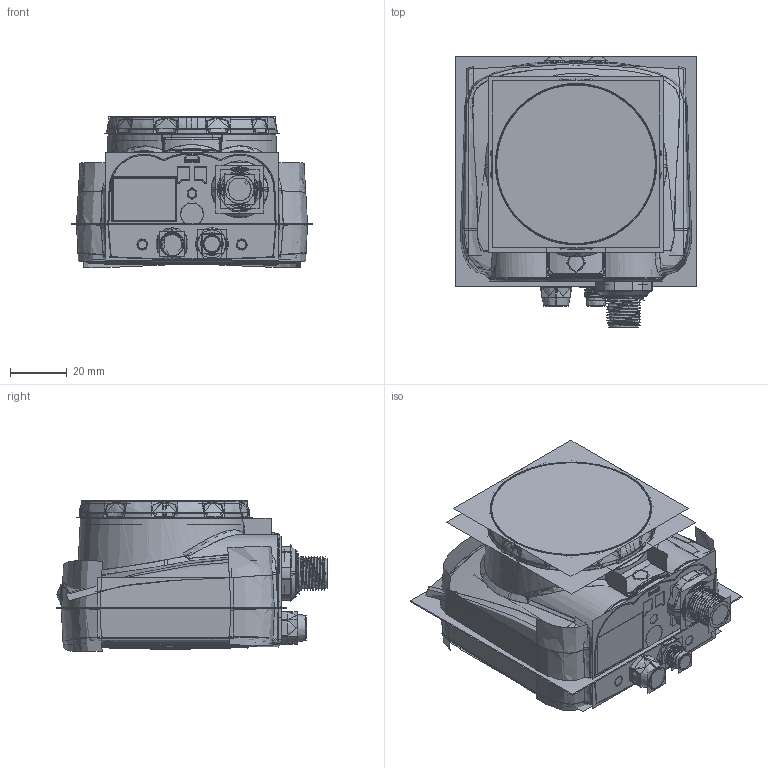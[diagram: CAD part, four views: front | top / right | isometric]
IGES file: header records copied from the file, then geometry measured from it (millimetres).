
Start section:  PTC IGES file: 154664_sm01.igs
Global section: file name: 154664_sm01.igs; native system: Creo Parametric by PTC Inc.; preprocessor: 2022414; author: banengservice; organization: Unknown; date: 20251010.114112; units: millimetre
Bounding box: 84.47 x 95.43 x 53.23 mm (x, y, z)
Volume: 230934.3 mm3; surface area: 185378.9 mm2
Topology: 1 solids, 2 shells, 2836 faces, 13860 edges, 17243 vertices
Faces by surface type: bspline 1454, revolution 1382
